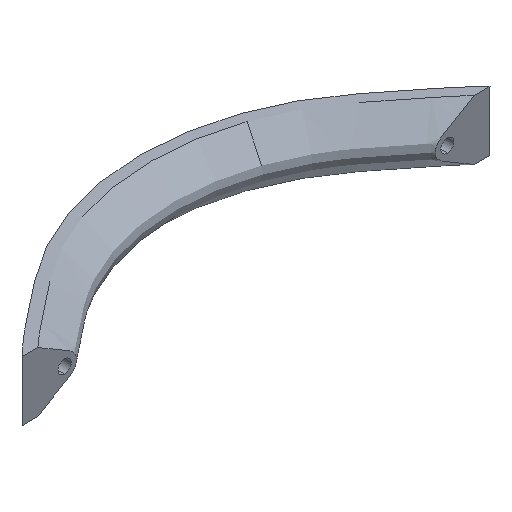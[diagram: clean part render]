
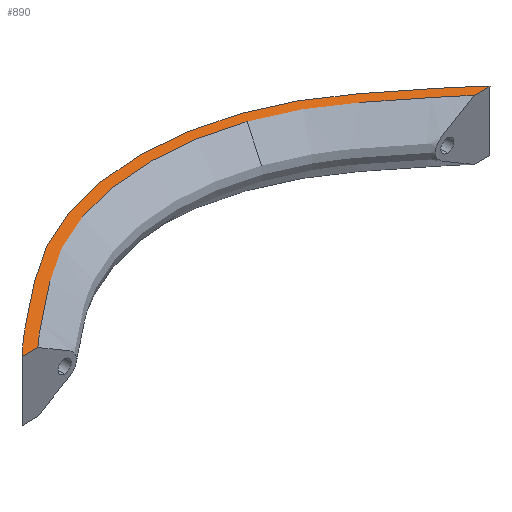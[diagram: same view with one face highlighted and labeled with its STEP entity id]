
A CAD part, isometric view. The second image highlights one B-rep face of the part: STEP entity #890.
In plain terms, the highlighted planar face has unit normal (0, 0, 1).
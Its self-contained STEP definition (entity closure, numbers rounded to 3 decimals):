
#17 = CARTESIAN_POINT ( 'NONE',  ( 70.948, -18.39, 7.5 ) ) ;
#39 = DIRECTION ( 'NONE',  ( -0.786, -0.619, 0. ) ) ;
#54 = ORIENTED_EDGE ( 'NONE', *, *, #950, .T. ) ;
#115 = LINE ( 'NONE', #907, #1284 ) ;
#118 = DIRECTION ( 'NONE',  ( 0.819, 0.573, 0. ) ) ;
#136 = DIRECTION ( 'NONE',  ( 0.619, 0.786, 0. ) ) ;
#145 = LINE ( 'NONE', #675, #821 ) ;
#159 = ORIENTED_EDGE ( 'NONE', *, *, #715, .T. ) ;
#160 = CARTESIAN_POINT ( 'NONE',  ( -48.897, 4.95, 7.5 ) ) ;
#169 = VERTEX_POINT ( 'NONE', #555 ) ;
#173 = AXIS2_PLACEMENT_3D ( 'NONE', #1495, #1105, #968 ) ;
#187 = VERTEX_POINT ( 'NONE', #678 ) ;
#195 = LINE ( 'NONE', #852, #419 ) ;
#198 = EDGE_LOOP ( 'NONE', ( #159, #581, #1119, #1691, #1044, #716, #855, #1089, #1508, #1639, #562, #54 ) ) ;
#233 = AXIS2_PLACEMENT_3D ( 'NONE', #778, #1309, #649 ) ;
#310 = CARTESIAN_POINT ( 'NONE',  ( 50.568, 7.071, 7.5 ) ) ;
#312 = CARTESIAN_POINT ( 'NONE',  ( -19.025, -81.31, 7.5 ) ) ;
#315 = VERTEX_POINT ( 'NONE', #661 ) ;
#334 = CARTESIAN_POINT ( 'NONE',  ( 0., -36.575, 7.5 ) ) ;
#373 = VECTOR ( 'NONE', #1338, 1000. ) ;
#396 = CARTESIAN_POINT ( 'NONE',  ( 0., -36.575, 7.5 ) ) ;
#405 = DIRECTION ( 'NONE',  ( 0., 0., -1. ) ) ;
#419 = VECTOR ( 'NONE', #39, 1000. ) ;
#421 = VECTOR ( 'NONE', #1444, 1000. ) ;
#451 = VERTEX_POINT ( 'NONE', #310 ) ;
#456 = EDGE_CURVE ( 'NONE', #451, #315, #842, .T. ) ;
#522 = DIRECTION ( 'NONE',  ( 0., 0., 1. ) ) ;
#533 = EDGE_CURVE ( 'NONE', #169, #451, #725, .T. ) ;
#535 = CIRCLE ( 'NONE', #755, 62.875 ) ;
#543 = LINE ( 'NONE', #1598, #1654 ) ;
#555 = CARTESIAN_POINT ( 'NONE',  ( 58.712, 0., 7.5 ) ) ;
#562 = ORIENTED_EDGE ( 'NONE', *, *, #1660, .T. ) ;
#578 = DIRECTION ( 'NONE',  ( 0.819, 0.573, 0. ) ) ;
#581 = ORIENTED_EDGE ( 'NONE', *, *, #1132, .T. ) ;
#627 = DIRECTION ( 'NONE',  ( 0., 0., 1. ) ) ;
#649 = DIRECTION ( 'NONE',  ( -0.619, 0.786, 0. ) ) ;
#661 = CARTESIAN_POINT ( 'NONE',  ( 40.568, 14.945, 7.5 ) ) ;
#675 = CARTESIAN_POINT ( 'NONE',  ( 70.948, 0., 7.5 ) ) ;
#678 = CARTESIAN_POINT ( 'NONE',  ( -50.568, 7.071, 7.5 ) ) ;
#695 = VERTEX_POINT ( 'NONE', #1350 ) ;
#702 = VERTEX_POINT ( 'NONE', #160 ) ;
#715 = EDGE_CURVE ( 'NONE', #187, #1291, #978, .T. ) ;
#716 = ORIENTED_EDGE ( 'NONE', *, *, #1072, .F. ) ;
#720 = DIRECTION ( 'NONE',  ( 0., 0., 1. ) ) ;
#725 = CIRCLE ( 'NONE', #1697, 112.491 ) ;
#747 = CIRCLE ( 'NONE', #1387, 109.791 ) ;
#755 = AXIS2_PLACEMENT_3D ( 'NONE', #396, #522, #136 ) ;
#778 = CARTESIAN_POINT ( 'NONE',  ( 19.025, -81.31, 7.5 ) ) ;
#787 = CARTESIAN_POINT ( 'NONE',  ( -40.568, 14.945, 7.5 ) ) ;
#789 = EDGE_CURVE ( 'NONE', #1656, #169, #115, .T. ) ;
#797 = DIRECTION ( 'NONE',  ( 1., 0., 0. ) ) ;
#806 = PLANE ( 'NONE',  #1510 ) ;
#809 = CARTESIAN_POINT ( 'NONE',  ( -19.025, -81.31, 7.5 ) ) ;
#821 = VECTOR ( 'NONE', #1194, 1000. ) ;
#827 = VERTEX_POINT ( 'NONE', #787 ) ;
#842 = LINE ( 'NONE', #911, #421 ) ;
#844 = EDGE_CURVE ( 'NONE', #1267, #1626, #535, .T. ) ;
#852 = CARTESIAN_POINT ( 'NONE',  ( -38.897, 12.824, 7.5 ) ) ;
#855 = ORIENTED_EDGE ( 'NONE', *, *, #1588, .F. ) ;
#890 = ADVANCED_FACE ( 'NONE', ( #1162 ), #806, .F. ) ;
#907 = CARTESIAN_POINT ( 'NONE',  ( 70.948, 0., 7.5 ) ) ;
#911 = CARTESIAN_POINT ( 'NONE',  ( 50.568, 7.071, 7.5 ) ) ;
#935 = CARTESIAN_POINT ( 'NONE',  ( 48.897, 4.95, 7.5 ) ) ;
#945 = CARTESIAN_POINT ( 'NONE',  ( -54.751, 0., 7.5 ) ) ;
#950 = EDGE_CURVE ( 'NONE', #827, #187, #543, .T. ) ;
#968 = DIRECTION ( 'NONE',  ( -0.619, 0.786, 0. ) ) ;
#978 = CIRCLE ( 'NONE', #233, 112.491 ) ;
#980 = CARTESIAN_POINT ( 'NONE',  ( -38.897, 12.824, 7.5 ) ) ;
#1021 = AXIS2_PLACEMENT_3D ( 'NONE', #334, #627, #1421 ) ;
#1044 = ORIENTED_EDGE ( 'NONE', *, *, #844, .F. ) ;
#1072 = EDGE_CURVE ( 'NONE', #695, #1267, #1439, .T. ) ;
#1080 = CARTESIAN_POINT ( 'NONE',  ( -58.712, 0., 7.5 ) ) ;
#1089 = ORIENTED_EDGE ( 'NONE', *, *, #789, .T. ) ;
#1105 = DIRECTION ( 'NONE',  ( 0., 0., 1. ) ) ;
#1106 = CIRCLE ( 'NONE', #173, 109.791 ) ;
#1119 = ORIENTED_EDGE ( 'NONE', *, *, #1404, .F. ) ;
#1132 = EDGE_CURVE ( 'NONE', #1291, #1376, #145, .T. ) ;
#1144 = CARTESIAN_POINT ( 'NONE',  ( 38.897, 12.824, 7.5 ) ) ;
#1162 = FACE_OUTER_BOUND ( 'NONE', #198, .T. ) ;
#1173 = DIRECTION ( 'NONE',  ( -0.786, -0.619, 0. ) ) ;
#1194 = DIRECTION ( 'NONE',  ( 1., 0., 0. ) ) ;
#1267 = VERTEX_POINT ( 'NONE', #1144 ) ;
#1284 = VECTOR ( 'NONE', #797, 1000. ) ;
#1291 = VERTEX_POINT ( 'NONE', #1080 ) ;
#1309 = DIRECTION ( 'NONE',  ( 0., 0., 1. ) ) ;
#1338 = DIRECTION ( 'NONE',  ( -0.786, 0.619, 0. ) ) ;
#1350 = CARTESIAN_POINT ( 'NONE',  ( 48.897, 4.95, 7.5 ) ) ;
#1376 = VERTEX_POINT ( 'NONE', #945 ) ;
#1387 = AXIS2_PLACEMENT_3D ( 'NONE', #312, #720, #578 ) ;
#1404 = EDGE_CURVE ( 'NONE', #702, #1376, #1106, .T. ) ;
#1412 = CIRCLE ( 'NONE', #1021, 65.575 ) ;
#1421 = DIRECTION ( 'NONE',  ( 0.619, 0.786, 0. ) ) ;
#1439 = LINE ( 'NONE', #935, #373 ) ;
#1444 = DIRECTION ( 'NONE',  ( -0.786, 0.619, 0. ) ) ;
#1495 = CARTESIAN_POINT ( 'NONE',  ( 19.025, -81.31, 7.5 ) ) ;
#1508 = ORIENTED_EDGE ( 'NONE', *, *, #533, .T. ) ;
#1510 = AXIS2_PLACEMENT_3D ( 'NONE', #17, #405, #1578 ) ;
#1533 = EDGE_CURVE ( 'NONE', #1626, #702, #195, .T. ) ;
#1546 = CARTESIAN_POINT ( 'NONE',  ( 54.751, 0., 7.5 ) ) ;
#1578 = DIRECTION ( 'NONE',  ( -1., 0., 0. ) ) ;
#1580 = DIRECTION ( 'NONE',  ( 0., 0., 1. ) ) ;
#1588 = EDGE_CURVE ( 'NONE', #1656, #695, #747, .T. ) ;
#1598 = CARTESIAN_POINT ( 'NONE',  ( -40.568, 14.945, 7.5 ) ) ;
#1626 = VERTEX_POINT ( 'NONE', #980 ) ;
#1639 = ORIENTED_EDGE ( 'NONE', *, *, #456, .T. ) ;
#1654 = VECTOR ( 'NONE', #1173, 1000. ) ;
#1656 = VERTEX_POINT ( 'NONE', #1546 ) ;
#1660 = EDGE_CURVE ( 'NONE', #315, #827, #1412, .T. ) ;
#1691 = ORIENTED_EDGE ( 'NONE', *, *, #1533, .F. ) ;
#1697 = AXIS2_PLACEMENT_3D ( 'NONE', #809, #1580, #118 ) ;
